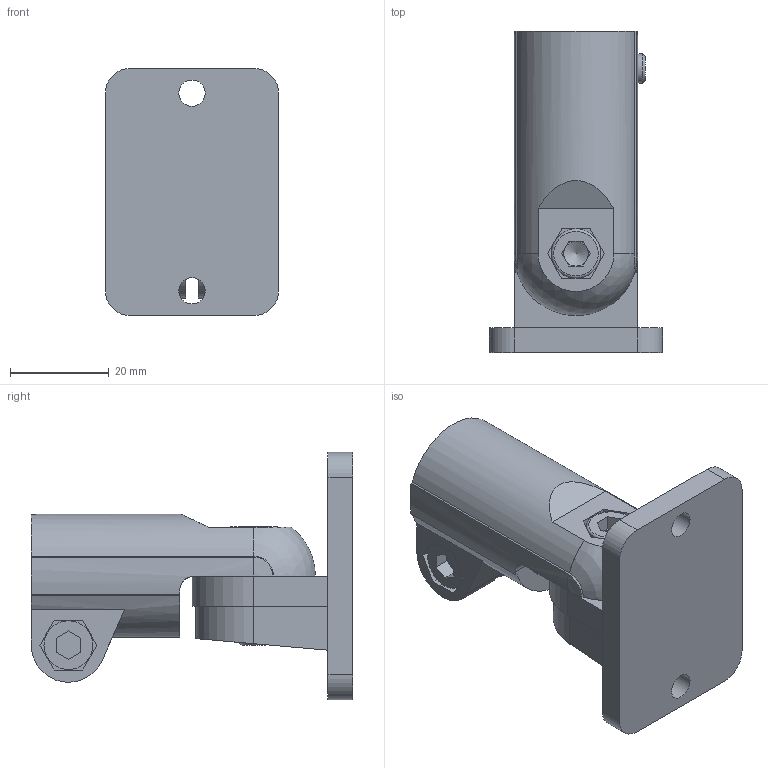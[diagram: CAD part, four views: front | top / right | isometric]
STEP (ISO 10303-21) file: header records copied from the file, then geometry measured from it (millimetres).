
FILE_DESCRIPTION( ( 'STEP AP214' ), '1' );
FILE_NAME( 'K0490.18.stp', '2020-12-08T10:28:59', ( '' ), ( '' ), ' ', 'PARTsolutions', ' ' );
FILE_SCHEMA( ( 'AUTOMOTIVE_DESIGN { 1 0 10303 214 1 1 1 1 }' ) );
Length unit declared in the file: millimetre
Products named in the file (5): K0490.18; _K0490.18_a; _K1148.206; _K0484.18; _K0869.06X18
Assembly tree (4 placements, depth 2):
  K0490.18
    _K0490.18_a
    _K1148.206
    _K0484.18
    _K0869.06X18
Bounding box: 35 x 65 x 50 mm (x, y, z)
Volume: 28904.6 mm3; surface area: 16858.3 mm2
Topology: 4 solids, 10 shells, 206 faces, 496 edges, 322 vertices
Faces by surface type: plane 132, cylinder 40, cone 26, torus 5, sphere 3
Full cylindrical faces by diameter (mm): 4.917 x1, 5.3 x2, 6 x3, 6.1 x2, 6.4 x2, 9.6 x2, 9.88 x1, 10 x1, 14.2 x2, 15 x1, 19.8 x2
Entity records: 7608 total; most frequent: CARTESIAN_POINT 1228, DIRECTION 966, ORIENTED_EDGE 902, EDGE_CURVE 451, AXIS2_PLACEMENT_3D 350, VERTEX_POINT 310, LINE 266, VECTOR 266
